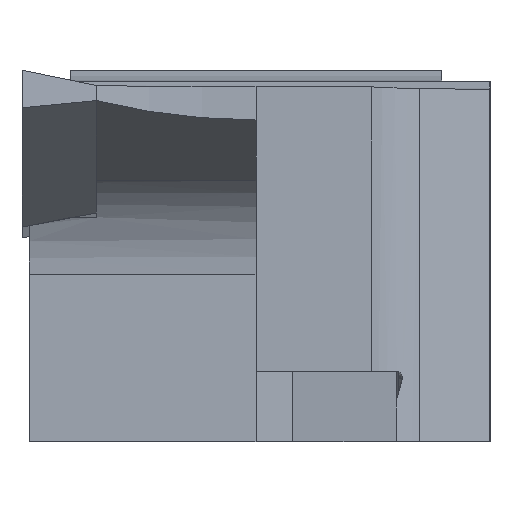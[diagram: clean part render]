
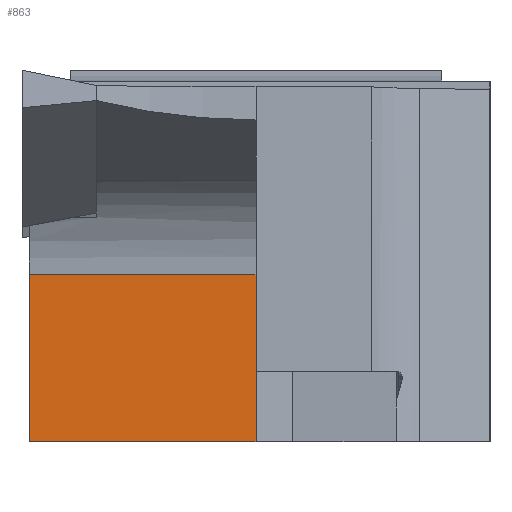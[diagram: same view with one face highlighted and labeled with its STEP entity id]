
A CAD part, left-side view. The second image highlights one B-rep face of the part: STEP entity #863.
In plain terms, the highlighted planar face has unit normal (-1, 0, 0).
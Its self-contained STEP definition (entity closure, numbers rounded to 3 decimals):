
#38 = DIRECTION ( 'NONE',  ( 1., 0., 0. ) ) ;
#41 = VERTEX_POINT ( 'NONE', #1048 ) ;
#181 = VECTOR ( 'NONE', #1682, 1000. ) ;
#377 = ORIENTED_EDGE ( 'NONE', *, *, #2022, .T. ) ;
#438 = VERTEX_POINT ( 'NONE', #1113 ) ;
#490 = EDGE_CURVE ( 'NONE', #41, #3333, #1883, .T. ) ;
#493 = PLANE ( 'NONE',  #1101 ) ;
#546 = DIRECTION ( 'NONE',  ( 0., 1., 0. ) ) ;
#624 = DIRECTION ( 'NONE',  ( 0., 0., 1. ) ) ;
#844 = LINE ( 'NONE', #2338, #1576 ) ;
#863 = ADVANCED_FACE ( 'NONE', ( #2693 ), #493, .F. ) ;
#997 = ORIENTED_EDGE ( 'NONE', *, *, #1820, .F. ) ;
#1048 = CARTESIAN_POINT ( 'NONE',  ( -118.023, 0., -0.795 ) ) ;
#1087 = LINE ( 'NONE', #1593, #181 ) ;
#1101 = AXIS2_PLACEMENT_3D ( 'NONE', #2819, #38, #546 ) ;
#1113 = CARTESIAN_POINT ( 'NONE',  ( -118.023, 0., -7.938 ) ) ;
#1354 = ORIENTED_EDGE ( 'NONE', *, *, #2182, .F. ) ;
#1521 = VECTOR ( 'NONE', #2143, 1000. ) ;
#1531 = LINE ( 'NONE', #2725, #3356 ) ;
#1576 = VECTOR ( 'NONE', #2565, 1000. ) ;
#1593 = CARTESIAN_POINT ( 'NONE',  ( -118.023, 9.7, -48.728 ) ) ;
#1682 = DIRECTION ( 'NONE',  ( 0., 0., 1. ) ) ;
#1690 = ORIENTED_EDGE ( 'NONE', *, *, #490, .T. ) ;
#1820 = EDGE_CURVE ( 'NONE', #3284, #3333, #1087, .T. ) ;
#1883 = LINE ( 'NONE', #2163, #1521 ) ;
#2022 = EDGE_CURVE ( 'NONE', #438, #41, #1531, .T. ) ;
#2125 = CARTESIAN_POINT ( 'NONE',  ( -118.023, 9.7, -0.795 ) ) ;
#2143 = DIRECTION ( 'NONE',  ( 0., 1., 0. ) ) ;
#2163 = CARTESIAN_POINT ( 'NONE',  ( -118.023, -164.356, -0.795 ) ) ;
#2182 = EDGE_CURVE ( 'NONE', #438, #3284, #844, .T. ) ;
#2338 = CARTESIAN_POINT ( 'NONE',  ( -118.023, 0., -7.938 ) ) ;
#2535 = EDGE_LOOP ( 'NONE', ( #997, #1354, #377, #1690 ) ) ;
#2565 = DIRECTION ( 'NONE',  ( 0., 1., 0. ) ) ;
#2693 = FACE_OUTER_BOUND ( 'NONE', #2535, .T. ) ;
#2725 = CARTESIAN_POINT ( 'NONE',  ( -118.023, 0., -48.728 ) ) ;
#2819 = CARTESIAN_POINT ( 'NONE',  ( -118.023, -164.356, -48.728 ) ) ;
#3218 = CARTESIAN_POINT ( 'NONE',  ( -118.023, 9.7, -7.938 ) ) ;
#3284 = VERTEX_POINT ( 'NONE', #3218 ) ;
#3333 = VERTEX_POINT ( 'NONE', #2125 ) ;
#3356 = VECTOR ( 'NONE', #624, 1000. ) ;
